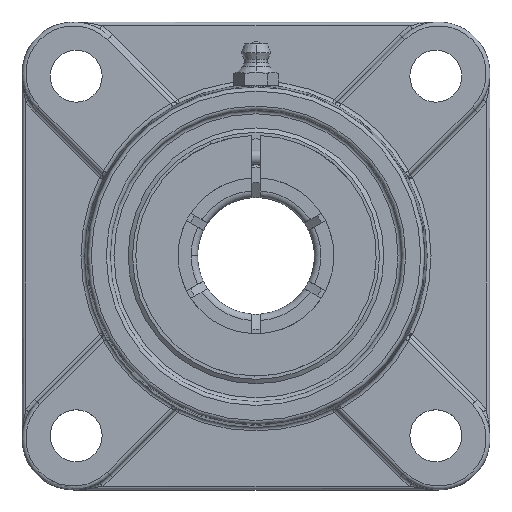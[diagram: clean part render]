
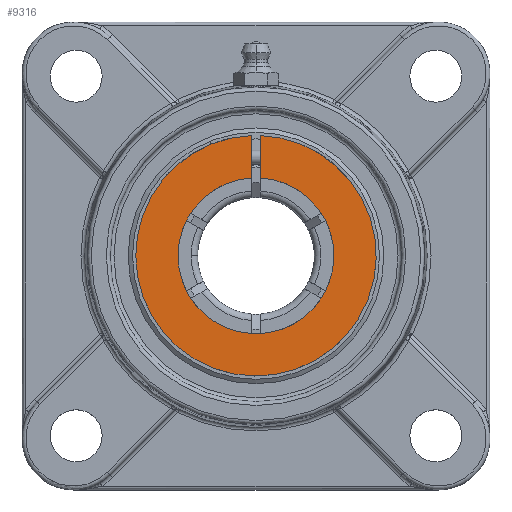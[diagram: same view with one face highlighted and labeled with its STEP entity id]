
A CAD part, top view. The second image highlights one B-rep face of the part: STEP entity #9316.
In plain terms, the highlighted planar face has unit normal (0, 0, 1).
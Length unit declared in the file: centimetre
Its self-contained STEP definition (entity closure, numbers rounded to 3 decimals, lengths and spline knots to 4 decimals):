
#9197=CARTESIAN_POINT('',(0.1,1.7972,0.95));
#9198=VERTEX_POINT('',#9197);
#9207=CARTESIAN_POINT('',(0.1,2.7732,0.95));
#9208=VERTEX_POINT('',#9207);
#9209=CARTESIAN_POINT('',(0.1,12346.2498,0.95));
#9210=DIRECTION('',(0.,-1.,0.));
#9211=VECTOR('',#9210,24690.);
#9212=LINE('',#9209,#9211);
#9213=EDGE_CURVE('',#9208,#9198,#9212,.T.);
#9242=CARTESIAN_POINT('',(-0.1,1.7972,0.95));
#9243=VERTEX_POINT('',#9242);
#9258=CARTESIAN_POINT('',(-0.1,2.7732,0.95));
#9259=VERTEX_POINT('',#9258);
#9266=CARTESIAN_POINT('',(-0.1,-12343.7502,0.95));
#9267=DIRECTION('',(-0.,1.,0.));
#9268=VECTOR('',#9267,24690.);
#9269=LINE('',#9266,#9268);
#9270=EDGE_CURVE('',#9243,#9259,#9269,.T.);
#9275=CARTESIAN_POINT('',(0.,0.,0.95));
#9276=DIRECTION('',(0.,0.,1.));
#9277=DIRECTION('',(1.,0.,0.));
#9278=AXIS2_PLACEMENT_3D('',#9275,#9276,#9277);
#9279=PLANE('',#9278);
#9280=ORIENTED_EDGE('',*,*,#9213,.T.);
#9281=CARTESIAN_POINT('',(-1.8,0.,0.95));
#9282=VERTEX_POINT('',#9281);
#9283=CARTESIAN_POINT('',(0.,0.,0.95));
#9284=DIRECTION('',(0.,0.,1.));
#9285=DIRECTION('',(1.,0.,-0.));
#9286=AXIS2_PLACEMENT_3D('',#9283,#9284,#9285);
#9287=CIRCLE('',#9286,1.8);
#9288=EDGE_CURVE('',#9282,#9198,#9287,.T.);
#9289=ORIENTED_EDGE('',*,*,#9288,.F.);
#9290=CARTESIAN_POINT('',(0.,0.,0.95));
#9291=DIRECTION('',(0.,0.,1.));
#9292=DIRECTION('',(1.,0.,-0.));
#9293=AXIS2_PLACEMENT_3D('',#9290,#9291,#9292);
#9294=CIRCLE('',#9293,1.8);
#9295=EDGE_CURVE('',#9243,#9282,#9294,.T.);
#9296=ORIENTED_EDGE('',*,*,#9295,.F.);
#9297=ORIENTED_EDGE('',*,*,#9270,.T.);
#9298=CARTESIAN_POINT('',(-2.775,0.,0.95));
#9299=VERTEX_POINT('',#9298);
#9300=CARTESIAN_POINT('',(0.,0.,0.95));
#9301=DIRECTION('',(0.,0.,-1.));
#9302=DIRECTION('',(1.,0.,0.));
#9303=AXIS2_PLACEMENT_3D('',#9300,#9301,#9302);
#9304=CIRCLE('',#9303,2.775);
#9305=EDGE_CURVE('',#9299,#9259,#9304,.T.);
#9306=ORIENTED_EDGE('',*,*,#9305,.F.);
#9307=CARTESIAN_POINT('',(0.,0.,0.95));
#9308=DIRECTION('',(0.,0.,-1.));
#9309=DIRECTION('',(1.,0.,0.));
#9310=AXIS2_PLACEMENT_3D('',#9307,#9308,#9309);
#9311=CIRCLE('',#9310,2.775);
#9312=EDGE_CURVE('',#9208,#9299,#9311,.T.);
#9313=ORIENTED_EDGE('',*,*,#9312,.F.);
#9314=EDGE_LOOP('',(#9280,#9289,#9296,#9297,#9306,#9313));
#9315=FACE_BOUND('',#9314,.T.);
#9316=ADVANCED_FACE('',(#9315),#9279,.T.);
